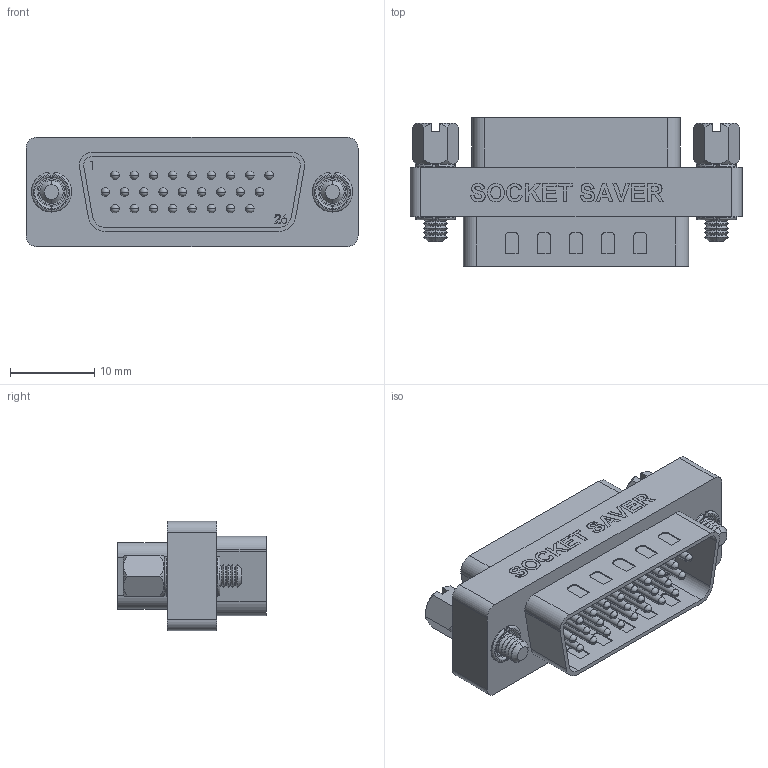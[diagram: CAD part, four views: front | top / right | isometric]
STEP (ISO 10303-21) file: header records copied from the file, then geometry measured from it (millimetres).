
FILE_DESCRIPTION (( 'STEP AP214' ), '1' );
FILE_NAME ('DGBH26MF_3D.STEP', '2021-01-21T22:05:43', ( '' ), ( '' ), 'SwSTEP 2.0', 'SolidWorks 2018', '' );
FILE_SCHEMA (( 'AUTOMOTIVE_DESIGN' ));
Length unit declared in the file: inch
Products named in the file (5): SDH26P_Without Mounting Flange and Solder Cups; SDH26S_Without Mounting Flange and Solder Cups; DGBH26MF_3D; 3AA05-002; DGBH26MF-MA1
Assembly tree (5 placements, depth 2):
  DGBH26MF_3D
    DGBH26MF-MA1
    SDH26S_Without Mounting Flange and Solder Cups
    SDH26P_Without Mounting Flange and Solder Cups
    3AA05-002  x2
Bounding box: 39.37 x 17.65 x 12.95 mm (x, y, z)
Volume: 4387.1 mm3; surface area: 5081.3 mm2
Topology: 5 solids, 5 shells, 855 faces, 2187 edges, 1394 vertices
Faces by surface type: plane 370, cylinder 224, bspline 125, sphere 64, cone 60, torus 12
Entity records: 35742 total; most frequent: CARTESIAN_POINT 12098, ORIENTED_EDGE 3858, DIRECTION 3523, EDGE_CURVE 1929, VERTEX_POINT 1257, AXIS2_PLACEMENT_3D 1190, LINE 1143, VECTOR 1143
